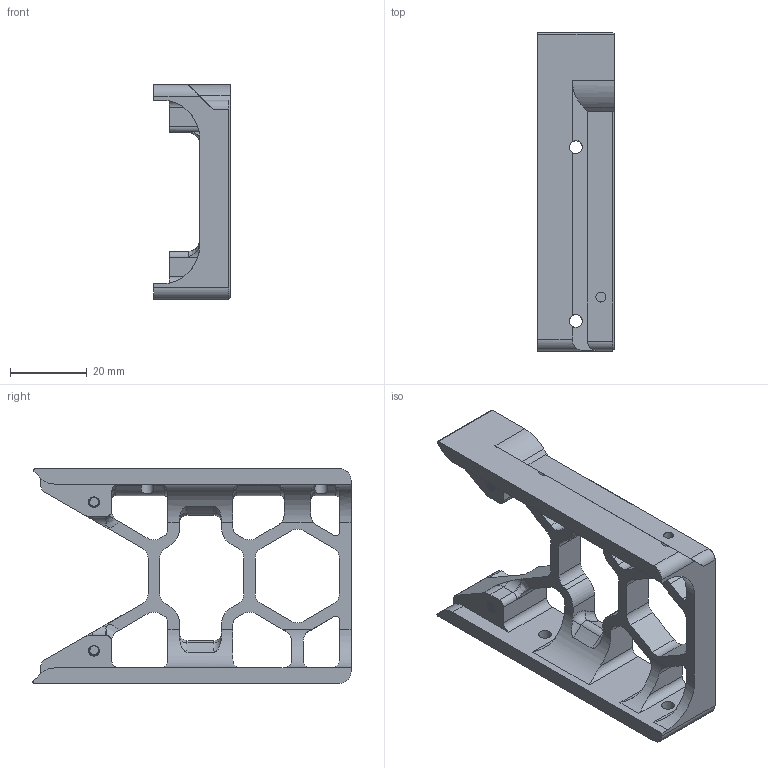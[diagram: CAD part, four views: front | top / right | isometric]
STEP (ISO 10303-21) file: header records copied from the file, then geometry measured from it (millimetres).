
FILE_DESCRIPTION(/* description */ (''),/* implementation_level */ '2;1');
FILE_NAME(/* name */ 'FrontSkirt_B_250.stp',/* time_stamp */ '2020-03-25T23:30:19+03:00',/* author */ ('Andrew'),/* organization */ (''),/* preprocessor_version */ 'ST-DEVELOPER v17',/* originating_system */ 'Autodesk Inventor 2018',/* authorisation */ '');
FILE_SCHEMA (('AUTOMOTIVE_DESIGN { 1 0 10303 214 3 1 1 }'));
Length unit declared in the file: millimetre
Products named in the file (1): FrontSkirt_B_250
Bounding box: 20 x 83.05 x 56 mm (x, y, z)
Volume: 23324.3 mm3; surface area: 14268.6 mm2
Topology: 1 solids, 1 shells, 330 faces, 945 edges, 606 vertices
Faces by surface type: cylinder 195, plane 84, bspline 23, torus 20, cone 8
Full cylindrical faces by diameter (mm): 2.459 x46, 2.6 x1, 3 x38, 3.4 x4
Entity records: 22643 total; most frequent: CARTESIAN_POINT 14081, ORIENTED_EDGE 1884, DIRECTION 1562, EDGE_CURVE 942, VERTEX_POINT 606, AXIS2_PLACEMENT_3D 560, LINE 442, VECTOR 442
